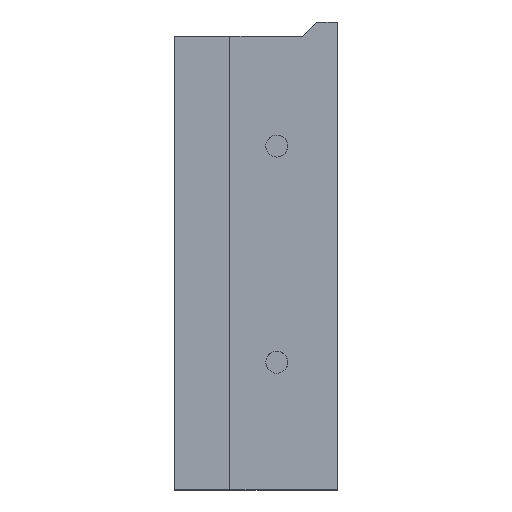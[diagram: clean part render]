
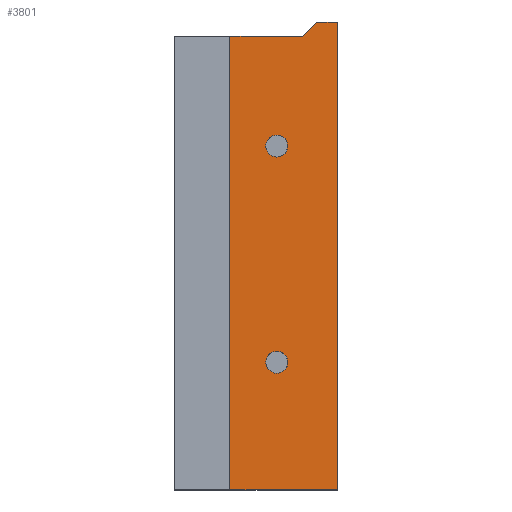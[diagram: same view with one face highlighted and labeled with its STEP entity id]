
A CAD part, front view. The second image highlights one B-rep face of the part: STEP entity #3801.
In plain terms, the highlighted free-form (B-spline) face has degree [1, 1] with [2, 3] control points.
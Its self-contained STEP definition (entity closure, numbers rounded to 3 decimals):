
#2803=CARTESIAN_POINT('',(267.552,42.732,570.05));
#2804=VERTEX_POINT('',#2803);
#2805=CARTESIAN_POINT('',(267.552,42.732,470.05));
#2806=VERTEX_POINT('',#2805);
#2807=CARTESIAN_POINT('',(267.552,42.732,570.05));
#2808=CARTESIAN_POINT('',(267.552,42.732,536.716));
#2809=CARTESIAN_POINT('',(267.552,42.732,503.383));
#2810=CARTESIAN_POINT('',(267.552,42.732,470.05));
#2811=B_SPLINE_CURVE_WITH_KNOTS('',3,(#2807,#2808,#2809,#2810),.UNSPECIFIED.,.F.,.F.,(4,4),(0.126,0.226),.UNSPECIFIED.);
#2812=EDGE_CURVE('',#2804,#2806,#2811,.T.);
#3031=CARTESIAN_POINT('',(260.073,42.732,567.05));
#3032=VERTEX_POINT('',#3031);
#3048=CARTESIAN_POINT('',(244.573,42.732,567.05));
#3049=VERTEX_POINT('',#3048);
#3056=CARTESIAN_POINT('',(244.573,42.732,567.05));
#3057=CARTESIAN_POINT('',(249.74,42.732,567.05));
#3058=CARTESIAN_POINT('',(254.906,42.732,567.05));
#3059=CARTESIAN_POINT('',(260.073,42.732,567.05));
#3060=B_SPLINE_CURVE_WITH_KNOTS('',3,(#3056,#3057,#3058,#3059),.UNSPECIFIED.,.F.,.F.,(4,4),(0.087,0.103),.UNSPECIFIED.);
#3061=EDGE_CURVE('',#3049,#3032,#3060,.T.);
#3112=CARTESIAN_POINT('',(244.573,42.732,470.05));
#3113=VERTEX_POINT('',#3112);
#3114=CARTESIAN_POINT('',(244.573,42.732,470.05));
#3115=CARTESIAN_POINT('',(252.233,42.732,470.05));
#3116=CARTESIAN_POINT('',(259.893,42.732,470.05));
#3117=CARTESIAN_POINT('',(267.552,42.732,470.05));
#3118=B_SPLINE_CURVE_WITH_KNOTS('',3,(#3114,#3115,#3116,#3117),.UNSPECIFIED.,.F.,.F.,(4,4),(0.005,0.028),.UNSPECIFIED.);
#3119=EDGE_CURVE('',#3113,#2806,#3118,.T.);
#3365=CARTESIAN_POINT('',(244.573,42.732,567.05));
#3366=CARTESIAN_POINT('',(244.573,42.732,534.716));
#3367=CARTESIAN_POINT('',(244.573,42.732,502.383));
#3368=CARTESIAN_POINT('',(244.573,42.732,470.05));
#3369=B_SPLINE_CURVE_WITH_KNOTS('',3,(#3365,#3366,#3367,#3368),.UNSPECIFIED.,.F.,.F.,(4,4),(0.4,0.497),.UNSPECIFIED.);
#3370=EDGE_CURVE('',#3049,#3113,#3369,.T.);
#3705=CARTESIAN_POINT('',(263.073,42.732,570.05));
#3706=VERTEX_POINT('',#3705);
#3713=CARTESIAN_POINT('',(263.073,42.732,570.05));
#3714=CARTESIAN_POINT('',(264.566,42.732,570.05));
#3715=CARTESIAN_POINT('',(266.059,42.732,570.05));
#3716=CARTESIAN_POINT('',(267.552,42.732,570.05));
#3717=B_SPLINE_CURVE_WITH_KNOTS('',3,(#3713,#3714,#3715,#3716),.UNSPECIFIED.,.F.,.F.,(4,4),(0.03,0.034),.UNSPECIFIED.);
#3718=EDGE_CURVE('',#3706,#2804,#3717,.T.);
#3736=CARTESIAN_POINT('',(260.073,42.732,567.05));
#3737=CARTESIAN_POINT('',(261.073,42.732,568.05));
#3738=CARTESIAN_POINT('',(262.073,42.732,569.05));
#3739=CARTESIAN_POINT('',(263.073,42.732,570.05));
#3740=B_SPLINE_CURVE_WITH_KNOTS('',3,(#3736,#3737,#3738,#3739),.UNSPECIFIED.,.F.,.F.,(4,4),(0.,0.004),.UNSPECIFIED.);
#3741=EDGE_CURVE('',#3032,#3706,#3740,.T.);
#3746=CARTESIAN_POINT('',(267.853,42.732,570.05));
#3747=CARTESIAN_POINT('',(267.573,42.732,570.05));
#3748=CARTESIAN_POINT('',(239.57,42.732,570.05));
#3749=CARTESIAN_POINT('',(267.853,42.732,470.05));
#3750=CARTESIAN_POINT('',(267.573,42.732,470.05));
#3751=CARTESIAN_POINT('',(239.57,42.732,470.05));
#3752=B_SPLINE_SURFACE_WITH_KNOTS('',1,1,((#3746,#3747,#3748),(#3749,#3750,#3751)),.UNSPECIFIED.,.F.,.F.,.U.,(2,2),(2,1,2),(0.,1.),(-0.01,0.,1.),.UNSPECIFIED.);
#3753=CARTESIAN_POINT('',(252.527,42.732,544.706));
#3754=VERTEX_POINT('',#3753);
#3755=CARTESIAN_POINT('',(254.573,42.732,541.2));
#3756=VERTEX_POINT('',#3755);
#3757=CARTESIAN_POINT('',(254.573,42.732,543.55));
#3758=DIRECTION('',(0.,1.,0.));
#3759=DIRECTION('',(-0.871,-0.,0.492));
#3760=AXIS2_PLACEMENT_3D('',#3757,#3758,#3759);
#3761=CIRCLE('',#3760,2.35);
#3762=EDGE_CURVE('',#3754,#3756,#3761,.T.);
#3763=ORIENTED_EDGE('',*,*,#3762,.T.);
#3764=CARTESIAN_POINT('',(254.573,42.732,543.55));
#3765=DIRECTION('',(0.,1.,0.));
#3766=DIRECTION('',(-0.871,-0.,0.492));
#3767=AXIS2_PLACEMENT_3D('',#3764,#3765,#3766);
#3768=CIRCLE('',#3767,2.35);
#3769=EDGE_CURVE('',#3756,#3754,#3768,.T.);
#3770=ORIENTED_EDGE('',*,*,#3769,.T.);
#3771=EDGE_LOOP('',(#3763,#3770));
#3772=FACE_BOUND('',#3771,.T.);
#3773=CARTESIAN_POINT('',(252.397,42.732,498.237));
#3774=VERTEX_POINT('',#3773);
#3775=CARTESIAN_POINT('',(254.573,42.732,495.));
#3776=VERTEX_POINT('',#3775);
#3777=CARTESIAN_POINT('',(254.573,42.732,497.35));
#3778=DIRECTION('',(0.,1.,0.));
#3779=DIRECTION('',(-0.926,-0.,0.378));
#3780=AXIS2_PLACEMENT_3D('',#3777,#3778,#3779);
#3781=CIRCLE('',#3780,2.35);
#3782=EDGE_CURVE('',#3774,#3776,#3781,.T.);
#3783=ORIENTED_EDGE('',*,*,#3782,.T.);
#3784=CARTESIAN_POINT('',(254.573,42.732,497.35));
#3785=DIRECTION('',(0.,1.,0.));
#3786=DIRECTION('',(-0.926,-0.,0.378));
#3787=AXIS2_PLACEMENT_3D('',#3784,#3785,#3786);
#3788=CIRCLE('',#3787,2.35);
#3789=EDGE_CURVE('',#3776,#3774,#3788,.T.);
#3790=ORIENTED_EDGE('',*,*,#3789,.T.);
#3791=EDGE_LOOP('',(#3783,#3790));
#3792=FACE_BOUND('',#3791,.T.);
#3793=ORIENTED_EDGE('',*,*,#3061,.F.);
#3794=ORIENTED_EDGE('',*,*,#3370,.T.);
#3795=ORIENTED_EDGE('',*,*,#3119,.T.);
#3796=ORIENTED_EDGE('',*,*,#2812,.F.);
#3797=ORIENTED_EDGE('',*,*,#3718,.F.);
#3798=ORIENTED_EDGE('',*,*,#3741,.F.);
#3799=EDGE_LOOP('',(#3793,#3794,#3795,#3796,#3797,#3798));
#3800=FACE_BOUND('',#3799,.T.);
#3801=ADVANCED_FACE('',(#3772,#3792,#3800),#3752,.F.);
